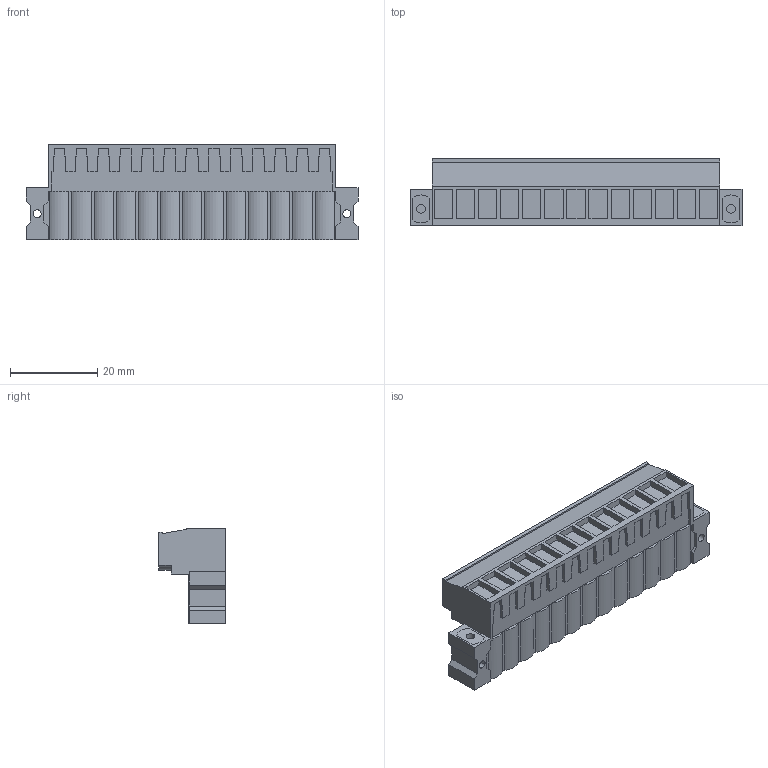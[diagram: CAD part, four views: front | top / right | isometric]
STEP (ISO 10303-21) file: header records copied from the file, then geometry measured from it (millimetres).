
FILE_DESCRIPTION(('CATIA V5 STEP Exchange','CAx-IF Rec.Pracs.--- Model Styling and Organization---1.2---2011-12-15'),'2;1');
FILE_NAME ('D1457474_0_1846470000_1846470000.stp','2017-05-17T11:16:26+00:00',('none'),('Weidmueller'),'CATIA Version 5-6 Release 2014','CATIA V5 STEP AP214','none');
FILE_SCHEMA(('AUTOMOTIVE_DESIGN { 1 0 10303 214 1 1 1 1 }'));
Length unit declared in the file: millimetre
Products named in the file (1): 1846470000
Bounding box: 76.3 x 15.38 x 22.05 mm (x, y, z)
Volume: 12144.2 mm3; surface area: 10773.9 mm2
Topology: 31 solids, 31 shells, 999 faces, 2702 edges, 1824 vertices
Faces by surface type: plane 750, cylinder 197, extrusion 52
Entity records: 30202 total; most frequent: CARTESIAN_POINT 6813, ORIENTED_EDGE 5404, DIRECTION 3668, EDGE_CURVE 2702, VECTOR 2196, LINE 2144, VERTEX_POINT 1824, EDGE_LOOP 1096
